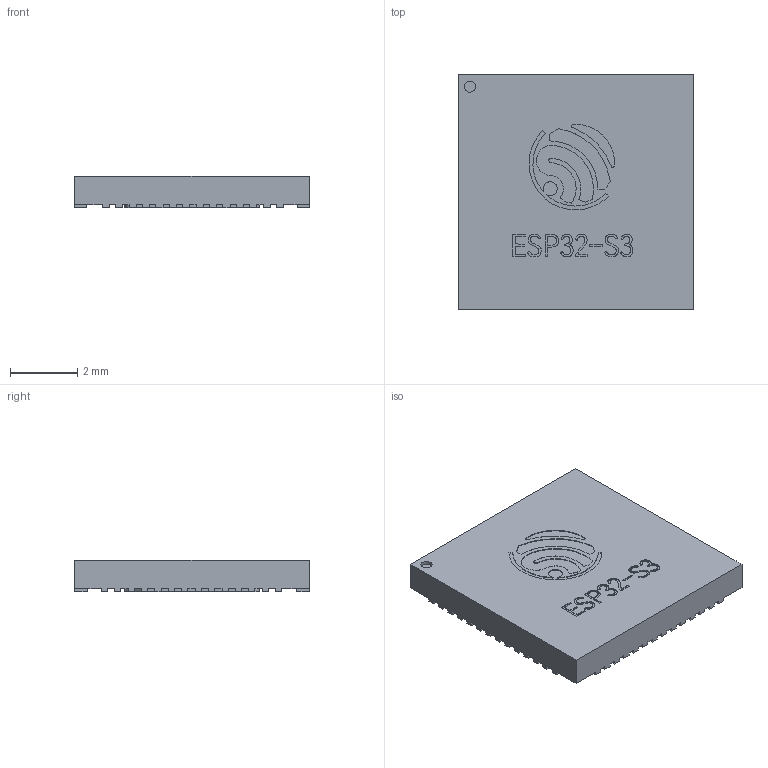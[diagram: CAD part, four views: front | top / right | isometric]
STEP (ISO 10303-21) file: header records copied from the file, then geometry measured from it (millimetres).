
FILE_DESCRIPTION (( 'STEP AP214' ), '1' );
FILE_NAME ('ESP32-S3-QFN56-77-44.STEP', '2021-08-11T16:36:14', ( '' ), ( '' ), 'SwSTEP 2.0', 'SolidWorks 2021', '' );
FILE_SCHEMA (( 'AUTOMOTIVE_DESIGN' ));
Length unit declared in the file: millimetre
Products named in the file (2): ESP32-S3-QFN56-77-44
Assembly tree (1 placements, depth 2):
  ESP32-S3-QFN56-77-44
    ESP32-S3-QFN56-77-44
Bounding box: 7 x 7 x 0.95 mm (x, y, z)
Volume: 43.5 mm3; surface area: 130.8 mm2
Topology: 1 solids, 1 shells, 456 faces, 1329 edges, 890 vertices
Faces by surface type: plane 297, bspline 154, cylinder 5
Entity records: 20752 total; most frequent: CARTESIAN_POINT 4681, ORIENTED_EDGE 2658, DIRECTION 1643, EDGE_CURVE 1329, VECTOR 1011, LINE 1011, VERTEX_POINT 890, EDGE_LOOP 471
